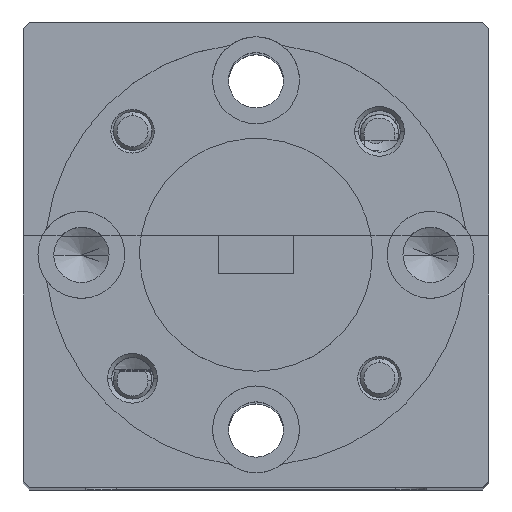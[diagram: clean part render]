
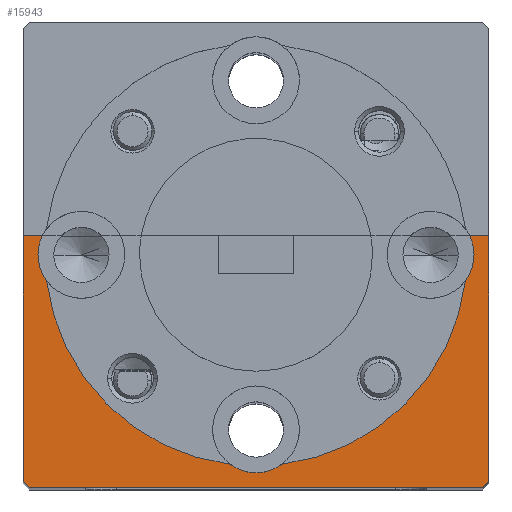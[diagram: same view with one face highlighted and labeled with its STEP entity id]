
A CAD part, top view. The second image highlights one B-rep face of the part: STEP entity #15943.
In plain terms, the highlighted planar face has unit normal (0, 0, 1).
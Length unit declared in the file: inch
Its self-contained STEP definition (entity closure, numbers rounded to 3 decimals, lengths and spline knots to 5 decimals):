
#37 = CARTESIAN_POINT ( 'NONE',  ( -0.28125, 0.17225, 1.1 ) ) ;
#78 = EDGE_LOOP ( 'NONE', ( #12950, #12809, #15164, #6187, #10647, #5909, #5358, #6417, #13273, #15593, #14284, #2170, #729, #7469 ) ) ;
#97 = DIRECTION ( 'NONE',  ( 1., 0., 0. ) ) ;
#157 = EDGE_CURVE ( 'NONE', #9708, #3984, #16095, .T. ) ;
#164 = CIRCLE ( 'NONE', #3031, 0.07 ) ;
#223 = CIRCLE ( 'NONE', #9555, 0.07 ) ;
#408 = LINE ( 'NONE', #13046, #9306 ) ;
#607 = CARTESIAN_POINT ( 'NONE',  ( 0., 0.17225, 1.1 ) ) ;
#702 = CARTESIAN_POINT ( 'NONE',  ( 0.375, -0.19275, 1.1 ) ) ;
#729 = ORIENTED_EDGE ( 'NONE', *, *, #3835, .F. ) ;
#889 = PLANE ( 'NONE',  #12569 ) ;
#996 = LINE ( 'NONE', #6366, #14732 ) ;
#1000 = CARTESIAN_POINT ( 'NONE',  ( 0., 0., 1.1 ) ) ;
#1299 = EDGE_CURVE ( 'NONE', #9988, #10033, #7348, .T. ) ;
#1430 = EDGE_CURVE ( 'NONE', #3285, #1836, #164, .T. ) ;
#1794 = CARTESIAN_POINT ( 'NONE',  ( 0., 0.17225, 1.1 ) ) ;
#1836 = VERTEX_POINT ( 'NONE', #11093 ) ;
#1976 = DIRECTION ( 'NONE',  ( 0.707, 0.707, 0. ) ) ;
#2170 = ORIENTED_EDGE ( 'NONE', *, *, #2544, .F. ) ;
#2280 = CIRCLE ( 'NONE', #8743, 0.34 ) ;
#2464 = DIRECTION ( 'NONE',  ( 0.707, -0.707, 0. ) ) ;
#2544 = EDGE_CURVE ( 'NONE', #7738, #3285, #14903, .T. ) ;
#2549 = VECTOR ( 'NONE', #14490, 39.37008 ) ;
#2647 = DIRECTION ( 'NONE',  ( 0., -1., 0. ) ) ;
#2718 = VECTOR ( 'NONE', #2908, 39.37008 ) ;
#2901 = CARTESIAN_POINT ( 'NONE',  ( 0., -0.109, 1.1 ) ) ;
#2908 = DIRECTION ( 'NONE',  ( -1., 0., 0. ) ) ;
#3031 = AXIS2_PLACEMENT_3D ( 'NONE', #6052, #15510, #14086 ) ;
#3055 = CARTESIAN_POINT ( 'NONE',  ( -0.04177, -0.16517, 1.1 ) ) ;
#3130 = DIRECTION ( 'NONE',  ( 1., 0., 0. ) ) ;
#3285 = VERTEX_POINT ( 'NONE', #7665 ) ;
#3367 = AXIS2_PLACEMENT_3D ( 'NONE', #15219, #12585, #5709 ) ;
#3614 = DIRECTION ( 'NONE',  ( 0., 0., 1. ) ) ;
#3835 = EDGE_CURVE ( 'NONE', #8053, #7738, #2280, .T. ) ;
#3844 = AXIS2_PLACEMENT_3D ( 'NONE', #2901, #8198, #97 ) ;
#3920 = CARTESIAN_POINT ( 'NONE',  ( 0.375, 0.20275, 1.1 ) ) ;
#3984 = VERTEX_POINT ( 'NONE', #13132 ) ;
#4080 = DIRECTION ( 'NONE',  ( 1., 0., 0. ) ) ;
#4852 = CARTESIAN_POINT ( 'NONE',  ( -0.375, -0.20275, 1.1 ) ) ;
#5056 = DIRECTION ( 'NONE',  ( 0., 1., 0. ) ) ;
#5079 = CARTESIAN_POINT ( 'NONE',  ( 0.33743, 0.13048, 1.1 ) ) ;
#5358 = ORIENTED_EDGE ( 'NONE', *, *, #157, .T. ) ;
#5493 = CARTESIAN_POINT ( 'NONE',  ( -0.33742, 0.13048, 1.1 ) ) ;
#5495 = LINE ( 'NONE', #11436, #6968 ) ;
#5709 = DIRECTION ( 'NONE',  ( 1., 0., 0. ) ) ;
#5909 = ORIENTED_EDGE ( 'NONE', *, *, #14267, .T. ) ;
#6052 = CARTESIAN_POINT ( 'NONE',  ( 0.28125, 0.17225, 1.1 ) ) ;
#6187 = ORIENTED_EDGE ( 'NONE', *, *, #12783, .T. ) ;
#6349 = CARTESIAN_POINT ( 'NONE',  ( -0.34426, 0.20275, 1.1 ) ) ;
#6366 = CARTESIAN_POINT ( 'NONE',  ( 0.375, 0.20275, 1.1 ) ) ;
#6417 = ORIENTED_EDGE ( 'NONE', *, *, #7238, .T. ) ;
#6606 = CARTESIAN_POINT ( 'NONE',  ( -0.375, -0.19275, 1.1 ) ) ;
#6968 = VECTOR ( 'NONE', #11253, 39.37008 ) ;
#6976 = CARTESIAN_POINT ( 'NONE',  ( 0.28125, 0.17225, 1.1 ) ) ;
#7238 = EDGE_CURVE ( 'NONE', #3984, #11071, #408, .T. ) ;
#7348 = CIRCLE ( 'NONE', #3367, 0.07 ) ;
#7469 = ORIENTED_EDGE ( 'NONE', *, *, #14419, .F. ) ;
#7665 = CARTESIAN_POINT ( 'NONE',  ( 0.35125, 0.17225, 1.1 ) ) ;
#7738 = VERTEX_POINT ( 'NONE', #5079 ) ;
#7952 = LINE ( 'NONE', #14867, #16192 ) ;
#8053 = VERTEX_POINT ( 'NONE', #14706 ) ;
#8198 = DIRECTION ( 'NONE',  ( 0., 0., 1. ) ) ;
#8351 = DIRECTION ( 'NONE',  ( 0., 0., 1. ) ) ;
#8532 = EDGE_CURVE ( 'NONE', #10033, #9189, #223, .T. ) ;
#8602 = CARTESIAN_POINT ( 'NONE',  ( -0.375, 0.20275, 1.1 ) ) ;
#8743 = AXIS2_PLACEMENT_3D ( 'NONE', #607, #8775, #10045 ) ;
#8775 = DIRECTION ( 'NONE',  ( 0., 0., 1. ) ) ;
#9189 = VERTEX_POINT ( 'NONE', #5493 ) ;
#9306 = VECTOR ( 'NONE', #1976, 39.37008 ) ;
#9503 = DIRECTION ( 'NONE',  ( 0., 0., 1. ) ) ;
#9555 = AXIS2_PLACEMENT_3D ( 'NONE', #37, #9503, #4080 ) ;
#9573 = VERTEX_POINT ( 'NONE', #3920 ) ;
#9708 = VERTEX_POINT ( 'NONE', #16506 ) ;
#9988 = VERTEX_POINT ( 'NONE', #6349 ) ;
#10033 = VERTEX_POINT ( 'NONE', #17474 ) ;
#10045 = DIRECTION ( 'NONE',  ( 1., 0., 0. ) ) ;
#10634 = EDGE_CURVE ( 'NONE', #11071, #9573, #996, .T. ) ;
#10647 = ORIENTED_EDGE ( 'NONE', *, *, #17162, .T. ) ;
#11071 = VERTEX_POINT ( 'NONE', #702 ) ;
#11093 = CARTESIAN_POINT ( 'NONE',  ( 0.34426, 0.20275, 1.1 ) ) ;
#11253 = DIRECTION ( 'NONE',  ( -1., 0., 0. ) ) ;
#11285 = DIRECTION ( 'NONE',  ( 0., 0., 1. ) ) ;
#11436 = CARTESIAN_POINT ( 'NONE',  ( -0.375, 0.20275, 1.1 ) ) ;
#11717 = DIRECTION ( 'NONE',  ( 1., 0., 0. ) ) ;
#12094 = EDGE_CURVE ( 'NONE', #9573, #1836, #5495, .T. ) ;
#12263 = CARTESIAN_POINT ( 'NONE',  ( -0.375, 0.20275, 1.1 ) ) ;
#12275 = LINE ( 'NONE', #13645, #12687 ) ;
#12328 = FACE_OUTER_BOUND ( 'NONE', #78, .T. ) ;
#12569 = AXIS2_PLACEMENT_3D ( 'NONE', #1000, #3614, #11717 ) ;
#12585 = DIRECTION ( 'NONE',  ( 0., 0., 1. ) ) ;
#12687 = VECTOR ( 'NONE', #2647, 39.37008 ) ;
#12783 = EDGE_CURVE ( 'NONE', #9988, #13899, #14782, .T. ) ;
#12809 = ORIENTED_EDGE ( 'NONE', *, *, #8532, .F. ) ;
#12816 = CIRCLE ( 'NONE', #17126, 0.34 ) ;
#12950 = ORIENTED_EDGE ( 'NONE', *, *, #14522, .F. ) ;
#13046 = CARTESIAN_POINT ( 'NONE',  ( 0.28387, -0.28387, 1.1 ) ) ;
#13132 = CARTESIAN_POINT ( 'NONE',  ( 0.365, -0.20275, 1.1 ) ) ;
#13273 = ORIENTED_EDGE ( 'NONE', *, *, #10634, .T. ) ;
#13377 = VERTEX_POINT ( 'NONE', #3055 ) ;
#13645 = CARTESIAN_POINT ( 'NONE',  ( -0.375, 0.20275, 1.1 ) ) ;
#13899 = VERTEX_POINT ( 'NONE', #12263 ) ;
#14086 = DIRECTION ( 'NONE',  ( 1., 0., 0. ) ) ;
#14267 = EDGE_CURVE ( 'NONE', #14319, #9708, #7952, .T. ) ;
#14284 = ORIENTED_EDGE ( 'NONE', *, *, #1430, .F. ) ;
#14319 = VERTEX_POINT ( 'NONE', #6606 ) ;
#14419 = EDGE_CURVE ( 'NONE', #13377, #8053, #17463, .T. ) ;
#14490 = DIRECTION ( 'NONE',  ( 1., 0., 0. ) ) ;
#14522 = EDGE_CURVE ( 'NONE', #9189, #13377, #12816, .T. ) ;
#14706 = CARTESIAN_POINT ( 'NONE',  ( 0.04177, -0.16517, 1.1 ) ) ;
#14732 = VECTOR ( 'NONE', #5056, 39.37008 ) ;
#14782 = LINE ( 'NONE', #8602, #2718 ) ;
#14867 = CARTESIAN_POINT ( 'NONE',  ( -0.28388, -0.28388, 1.1 ) ) ;
#14903 = CIRCLE ( 'NONE', #17204, 0.07 ) ;
#15164 = ORIENTED_EDGE ( 'NONE', *, *, #1299, .F. ) ;
#15219 = CARTESIAN_POINT ( 'NONE',  ( -0.28125, 0.17225, 1.1 ) ) ;
#15510 = DIRECTION ( 'NONE',  ( 0., 0., 1. ) ) ;
#15593 = ORIENTED_EDGE ( 'NONE', *, *, #12094, .T. ) ;
#15943 = ADVANCED_FACE ( 'NONE', ( #12328 ), #889, .T. ) ;
#16095 = LINE ( 'NONE', #4852, #2549 ) ;
#16192 = VECTOR ( 'NONE', #2464, 39.37008 ) ;
#16278 = DIRECTION ( 'NONE',  ( 1., 0., 0. ) ) ;
#16506 = CARTESIAN_POINT ( 'NONE',  ( -0.365, -0.20275, 1.1 ) ) ;
#17126 = AXIS2_PLACEMENT_3D ( 'NONE', #1794, #11285, #3130 ) ;
#17162 = EDGE_CURVE ( 'NONE', #13899, #14319, #12275, .T. ) ;
#17204 = AXIS2_PLACEMENT_3D ( 'NONE', #6976, #8351, #16278 ) ;
#17463 = CIRCLE ( 'NONE', #3844, 0.07 ) ;
#17474 = CARTESIAN_POINT ( 'NONE',  ( -0.35125, 0.17225, 1.1 ) ) ;
